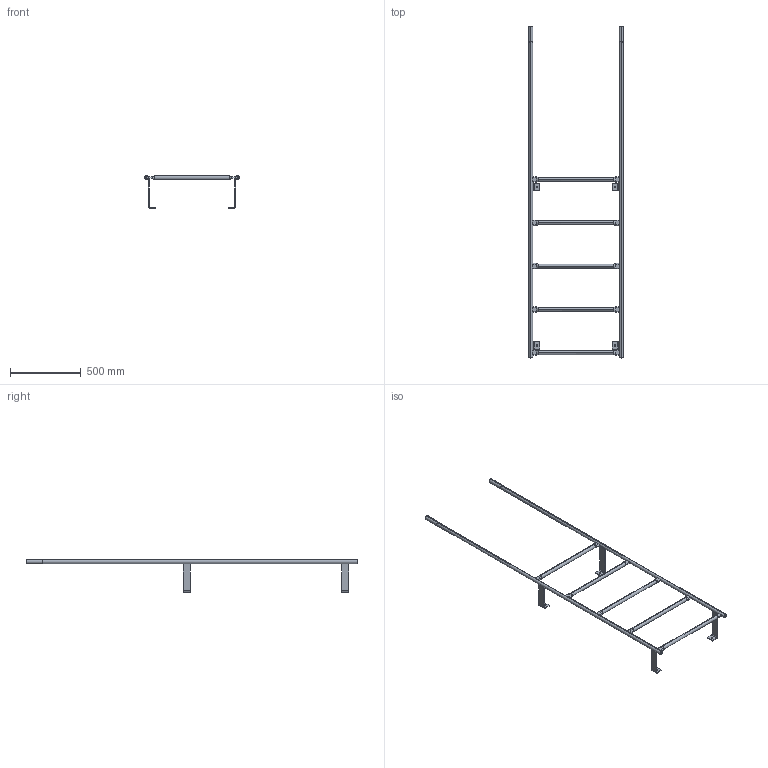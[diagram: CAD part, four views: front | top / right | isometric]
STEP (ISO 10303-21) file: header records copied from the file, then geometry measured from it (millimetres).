
FILE_DESCRIPTION (( 'STEP AP203' ), '1' );
FILE_NAME ('RT-DT-5 (24in Rung).STEP', '2020-05-15T19:49:00', ( '' ), ( '' ), 'SwSTEP 2.0', 'SolidWorks 2020', '' );
FILE_SCHEMA (( 'CONFIG_CONTROL_DESIGN' ));
Length unit declared in the file: inch
Products named in the file (5): RT-DT-5 (24in Rung); RT-DT-.75-SCD40-RUNG-REV-2-24; handle-24; RT-DT-.75-SCD40-24_RT-DT5; RT-DT-STANDOFF-24
Assembly tree (13 placements, depth 2):
  RT-DT-5 (24in Rung)
    RT-DT-.75-SCD40-24_RT-DT5  x2
    RT-DT-.75-SCD40-RUNG-REV-2-24  x5
    RT-DT-STANDOFF-24  x4
    handle-24  x2
Bounding box: 666.43 x 2338.39 x 231.62 mm (x, y, z)
Volume: 3062161.6 mm3; surface area: 1115335.1 mm2
Topology: 13 solids, 13 shells, 218 faces, 510 edges, 320 vertices
Faces by surface type: plane 84, cylinder 62, bspline 60, sphere 8, torus 4
Entity records: 3879 total; most frequent: CARTESIAN_POINT 1861, DIRECTION 262, ORIENTED_EDGE 256, EDGE_CURVE 128, AXIS2_PLACEMENT_3D 105, VERTEX_POINT 80, EDGE_LOOP 62, ADVANCED_FACE 57
